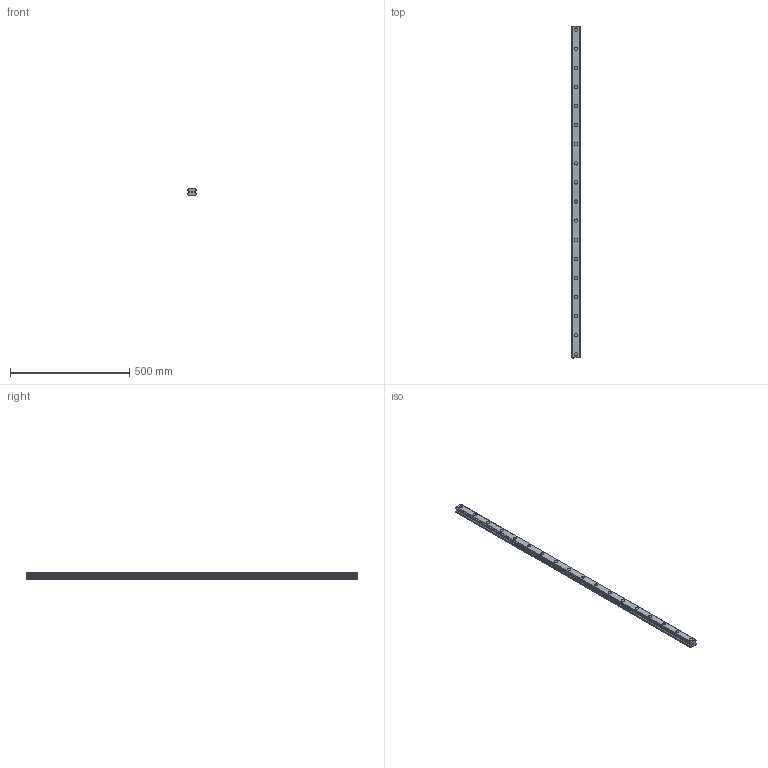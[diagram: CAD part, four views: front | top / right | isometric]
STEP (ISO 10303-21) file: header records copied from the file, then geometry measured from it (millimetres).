
FILE_DESCRIPTION(('STEP AP214'),'1');
FILE_NAME('cctmp_37CF51AE-3132-47CE-8E00-BBB99160CCB7_2021_02_12_14_03_49_0195..stp','2021-02-12T13:03:49',('HIWIN GmbH'),('CADClick - www.CADClick.com'),'Spatial InterOp 3D',' ','unknown authorization');
FILE_SCHEMA(('AUTOMOTIVE_DESIGN'));
Length unit declared in the file: millimetre
Products named in the file (1): EGR35R1390C_FILE
Bounding box: 34 x 1390 x 27.5 mm (x, y, z)
Volume: 1092856.7 mm3; surface area: 196355.5 mm2
Topology: 1 solids, 1 shells, 269 faces, 627 edges, 418 vertices
Faces by surface type: plane 143, cylinder 126
Entity records: 9929 total; most frequent: DIRECTION 1419, CARTESIAN_POINT 1315, ORIENTED_EDGE 1254, EDGE_CURVE 627, AXIS2_PLACEMENT_3D 522, VERTEX_POINT 418, LINE 375, VECTOR 375
